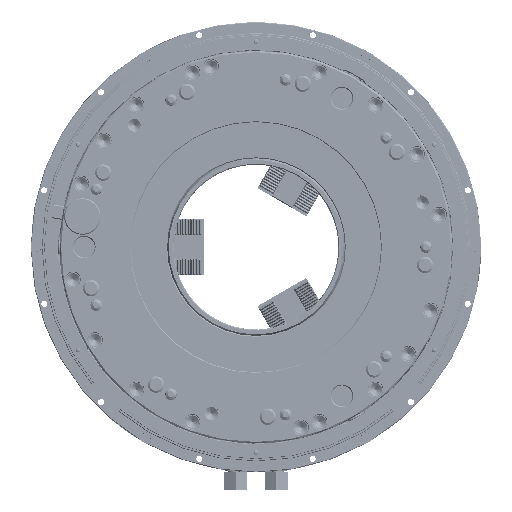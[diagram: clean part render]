
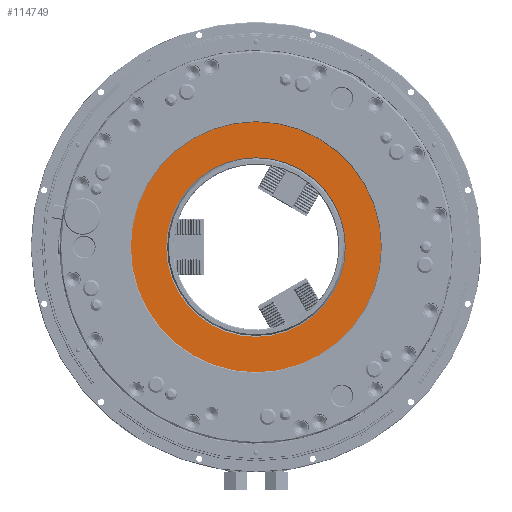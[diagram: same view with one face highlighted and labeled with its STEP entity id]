
A CAD part, left-side view. The second image highlights one B-rep face of the part: STEP entity #114749.
In plain terms, the highlighted planar face has unit normal (-1, 0, 0).
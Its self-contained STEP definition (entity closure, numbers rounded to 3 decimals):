
#34134=ORIENTED_EDGE('',*,*,#61320,.F.);
#34135=ORIENTED_EDGE('',*,*,#61321,.T.);
#61320=EDGE_CURVE('',#75939,#75939,#85447,.T.);
#61321=EDGE_CURVE('',#75940,#75940,#85448,.T.);
#75939=VERTEX_POINT('',#176819);
#75940=VERTEX_POINT('',#176821);
#85447=CIRCLE('',#125190,137.3);
#85448=CIRCLE('',#125191,98.5);
#90845=EDGE_LOOP('',(#34134));
#90846=EDGE_LOOP('',(#34135));
#100955=FACE_BOUND('',#90845,.T.);
#100956=FACE_BOUND('',#90846,.T.);
#109164=PLANE('',#125189);
#114749=ADVANCED_FACE('',(#100955,#100956),#109164,.T.);
#125189=AXIS2_PLACEMENT_3D('',#176817,#142451,#142452);
#125190=AXIS2_PLACEMENT_3D('',#176818,#142453,#142454);
#125191=AXIS2_PLACEMENT_3D('',#176820,#142455,#142456);
#142451=DIRECTION('',(-1.,0.,0.));
#142452=DIRECTION('',(0.,0.,1.));
#142453=DIRECTION('',(1.,0.,0.));
#142454=DIRECTION('',(0.,0.,-1.));
#142455=DIRECTION('',(1.,0.,0.));
#142456=DIRECTION('',(0.,0.,1.));
#176817=CARTESIAN_POINT('',(-206.,137.3,0.));
#176818=CARTESIAN_POINT('',(-206.,0.,0.));
#176819=CARTESIAN_POINT('',(-206.,0.,-137.3));
#176820=CARTESIAN_POINT('',(-206.,0.,0.));
#176821=CARTESIAN_POINT('',(-206.,0.,98.5));
